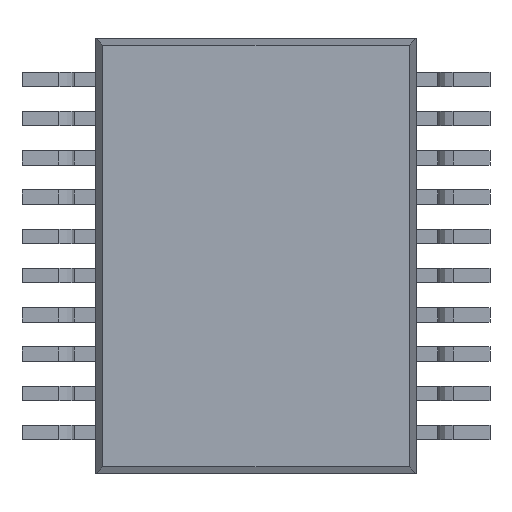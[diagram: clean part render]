
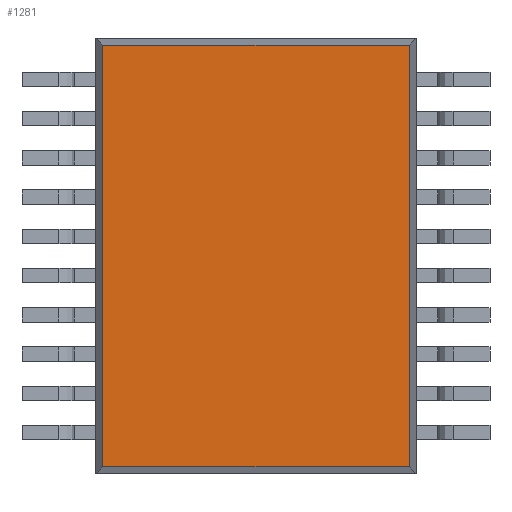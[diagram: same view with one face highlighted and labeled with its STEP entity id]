
A CAD part, front view. The second image highlights one B-rep face of the part: STEP entity #1281.
In plain terms, the highlighted planar face has unit normal (0, -1, 0).
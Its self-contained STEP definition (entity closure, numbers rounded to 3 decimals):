
#1139 = VERTEX_POINT('',#1140);
#1140 = CARTESIAN_POINT('',(2.541,0.2,3.491
    ));
#1146 = EDGE_CURVE('',#1139,#1147,#1149,.T.);
#1147 = VERTEX_POINT('',#1148);
#1148 = CARTESIAN_POINT('',(2.541,0.2,
    -3.491));
#1149 = LINE('',#1150,#1151);
#1150 = CARTESIAN_POINT('',(2.541,0.2,9.211));
#1151 = VECTOR('',#1152,1.);
#1152 = DIRECTION('',(0.,0.,-1.));
#1262 = EDGE_CURVE('',#1147,#1263,#1265,.T.);
#1263 = VERTEX_POINT('',#1264);
#1264 = CARTESIAN_POINT('',(-2.541,0.2,
    -3.491));
#1265 = LINE('',#1266,#1267);
#1266 = CARTESIAN_POINT('',(9.211,0.2,
    -3.491));
#1267 = VECTOR('',#1268,1.);
#1268 = DIRECTION('',(-1.,0.,0.));
#1281 = ADVANCED_FACE('',(#1282),#1300,.F.);
#1282 = FACE_BOUND('',#1283,.F.);
#1283 = EDGE_LOOP('',(#1284,#1292,#1293,#1294));
#1284 = ORIENTED_EDGE('',*,*,#1285,.F.);
#1285 = EDGE_CURVE('',#1139,#1286,#1288,.T.);
#1286 = VERTEX_POINT('',#1287);
#1287 = CARTESIAN_POINT('',(-2.541,0.2,
    3.491));
#1288 = LINE('',#1289,#1290);
#1289 = CARTESIAN_POINT('',(9.211,0.2,3.491
    ));
#1290 = VECTOR('',#1291,1.);
#1291 = DIRECTION('',(-1.,0.,0.));
#1292 = ORIENTED_EDGE('',*,*,#1146,.T.);
#1293 = ORIENTED_EDGE('',*,*,#1262,.T.);
#1294 = ORIENTED_EDGE('',*,*,#1295,.F.);
#1295 = EDGE_CURVE('',#1286,#1263,#1296,.T.);
#1296 = LINE('',#1297,#1298);
#1297 = CARTESIAN_POINT('',(-2.541,0.2,9.211));
#1298 = VECTOR('',#1299,1.);
#1299 = DIRECTION('',(0.,0.,-1.));
#1300 = PLANE('',#1301);
#1301 = AXIS2_PLACEMENT_3D('',#1302,#1303,#1304);
#1302 = CARTESIAN_POINT('',(0.,0.2,0.));
#1303 = DIRECTION('',(0.,1.,0.));
#1304 = DIRECTION('',(0.,0.,1.));
